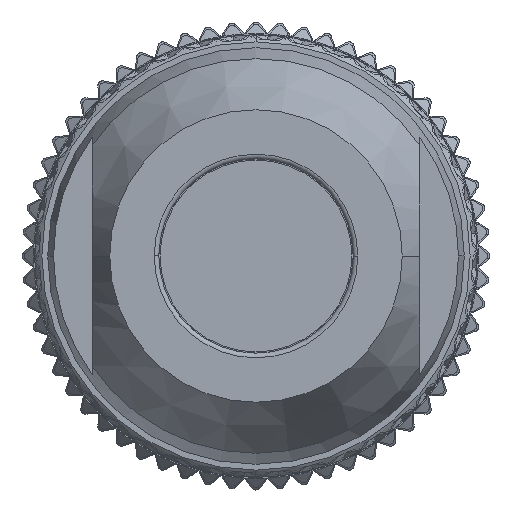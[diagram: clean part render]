
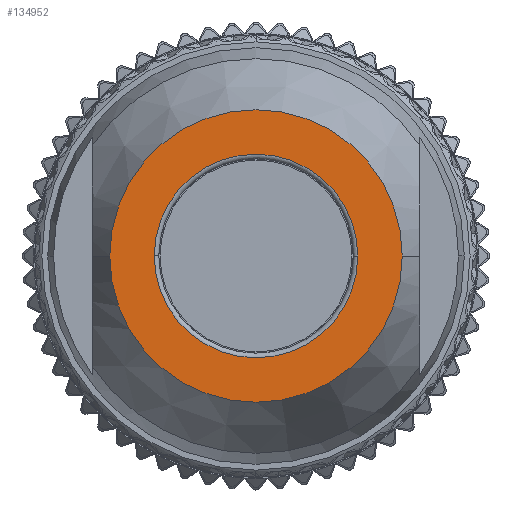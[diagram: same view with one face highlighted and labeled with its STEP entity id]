
A CAD part, front view. The second image highlights one B-rep face of the part: STEP entity #134952.
In plain terms, the highlighted planar face has unit normal (0, -1, 0).
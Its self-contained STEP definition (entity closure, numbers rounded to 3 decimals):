
#27862=CARTESIAN_POINT('',(0.,-50.55,0.));
#27863=DIRECTION('',(0.,1.,0.));
#27864=DIRECTION('',(1.,0.,0.));
#27865=AXIS2_PLACEMENT_3D('',#27862,#27863,#27864);
#27867=CARTESIAN_POINT('',(0.,-50.55,0.));
#27868=DIRECTION('',(0.,1.,0.));
#27869=DIRECTION('',(-1.,0.,0.));
#27870=AXIS2_PLACEMENT_3D('',#27867,#27868,#27869);
#27872=CARTESIAN_POINT('',(0.,-50.55,0.));
#27873=DIRECTION('',(0.,-1.,0.));
#27874=DIRECTION('',(1.,0.,0.));
#27875=AXIS2_PLACEMENT_3D('',#27872,#27873,#27874);
#27877=CARTESIAN_POINT('',(0.,-50.55,0.));
#27878=DIRECTION('',(0.,-1.,0.));
#27879=DIRECTION('',(-1.,0.,0.));
#27880=AXIS2_PLACEMENT_3D('',#27877,#27878,#27879);
#27892=CARTESIAN_POINT('',(0.,-50.55,0.));
#27893=DIRECTION('',(0.,1.,0.));
#27894=DIRECTION('',(-1.,0.,0.));
#27895=AXIS2_PLACEMENT_3D('',#27892,#27893,#27894);
#27920=CARTESIAN_POINT('',(0.,-50.55,0.));
#27921=DIRECTION('',(0.,1.,0.));
#27922=DIRECTION('',(1.,0.,0.));
#27923=AXIS2_PLACEMENT_3D('',#27920,#27921,#27922);
#79657=CARTESIAN_POINT('',(-6.25,-50.55,0.));
#79658=VERTEX_POINT('',#79657);
#79659=CARTESIAN_POINT('',(6.25,-50.55,0.));
#79660=VERTEX_POINT('',#79659);
#79661=CARTESIAN_POINT('',(4.35,-50.55,0.));
#79662=CARTESIAN_POINT('',(-4.35,-50.55,0.054));
#79663=VERTEX_POINT('',#79661);
#79664=VERTEX_POINT('',#79662);
#79665=CARTESIAN_POINT('',(-4.35,-50.55,0.));
#79666=VERTEX_POINT('',#79665);
#79667=CARTESIAN_POINT('',(4.35,-50.55,-0.054));
#79668=VERTEX_POINT('',#79667);
#134933=CARTESIAN_POINT('',(0.,-50.55,0.));
#134934=DIRECTION('',(0.,-1.,0.));
#134935=DIRECTION('',(-1.,0.,0.));
#134936=AXIS2_PLACEMENT_3D('',#134933,#134934,#134935);
#134937=PLANE('',#134936);
#134938=ORIENTED_EDGE('',*,*,#134884,.T.);
#134939=ORIENTED_EDGE('',*,*,#134924,.T.);
#134940=EDGE_LOOP('',(#134938,#134939));
#134941=FACE_OUTER_BOUND('',#134940,.F.);
#134943=ORIENTED_EDGE('',*,*,#134942,.T.);
#134945=ORIENTED_EDGE('',*,*,#134944,.F.);
#134947=ORIENTED_EDGE('',*,*,#134946,.T.);
#134949=ORIENTED_EDGE('',*,*,#134948,.F.);
#134950=EDGE_LOOP('',(#134943,#134945,#134947,#134949));
#134951=FACE_BOUND('',#134950,.F.);
#134952=ADVANCED_FACE('',(#134941,#134951),#134937,.T.);
#27866=CIRCLE('',#27865,6.25);
#27871=CIRCLE('',#27870,6.25);
#27876=CIRCLE('',#27875,4.35);
#27881=CIRCLE('',#27880,4.35);
#27896=CIRCLE('',#27895,4.35);
#27924=CIRCLE('',#27923,4.35);
#134884=EDGE_CURVE('',#79660,#79658,#27866,.T.);
#134924=EDGE_CURVE('',#79658,#79660,#27871,.T.);
#134942=EDGE_CURVE('',#79663,#79664,#27876,.T.);
#134944=EDGE_CURVE('',#79666,#79664,#27896,.T.);
#134946=EDGE_CURVE('',#79666,#79668,#27881,.T.);
#134948=EDGE_CURVE('',#79663,#79668,#27924,.T.);
